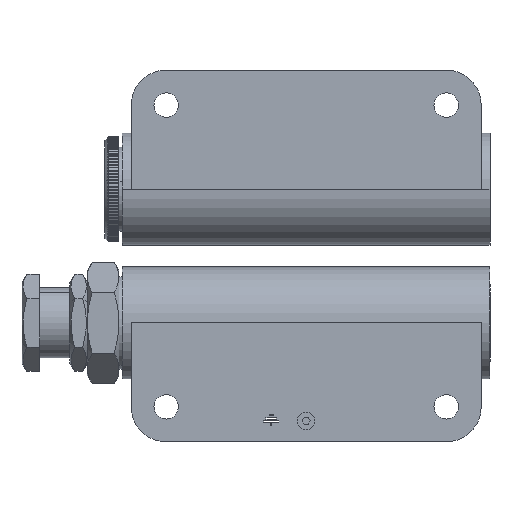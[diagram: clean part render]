
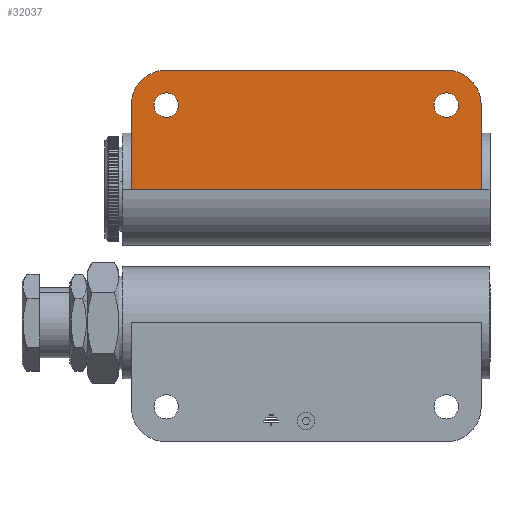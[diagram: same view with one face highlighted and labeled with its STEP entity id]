
A CAD part, top view. The second image highlights one B-rep face of the part: STEP entity #32037.
In plain terms, the highlighted planar face has unit normal (0, 0, 1).
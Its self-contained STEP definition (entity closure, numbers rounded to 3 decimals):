
#105 = ORIENTED_EDGE ( 'NONE', *, *, #8276, .F. ) ;
#717 = ORIENTED_EDGE ( 'NONE', *, *, #7993, .T. ) ;
#1090 = CARTESIAN_POINT ( 'NONE',  ( 102.5, 0., 17.5 ) ) ;
#1098 = EDGE_CURVE ( 'NONE', #2985, #14168, #26022, .T. ) ;
#1113 = LINE ( 'NONE', #18833, #14025 ) ;
#1163 = DIRECTION ( 'NONE',  ( 0., 0., 1. ) ) ;
#1996 = DIRECTION ( 'NONE',  ( 0., 0., 1. ) ) ;
#2156 = ORIENTED_EDGE ( 'NONE', *, *, #24977, .T. ) ;
#2441 = CARTESIAN_POINT ( 'NONE',  ( 2.5, 0., 17.5 ) ) ;
#2463 = CARTESIAN_POINT ( 'NONE',  ( 2.5, 0., 17.5 ) ) ;
#2626 = LINE ( 'NONE', #2463, #24042 ) ;
#2985 = VERTEX_POINT ( 'NONE', #22444 ) ;
#3260 = DIRECTION ( 'NONE',  ( 0., 0., 1. ) ) ;
#3293 = EDGE_CURVE ( 'NONE', #23012, #14572, #25838, .T. ) ;
#3636 = CARTESIAN_POINT ( 'NONE',  ( 12.5, 27.5, 17.5 ) ) ;
#3927 = DIRECTION ( 'NONE',  ( 0., -1., 0. ) ) ;
#5999 = ORIENTED_EDGE ( 'NONE', *, *, #25068, .T. ) ;
#6308 = DIRECTION ( 'NONE',  ( 0., 1., 0. ) ) ;
#6593 = VERTEX_POINT ( 'NONE', #2441 ) ;
#6821 = EDGE_CURVE ( 'NONE', #13821, #23012, #21076, .T. ) ;
#7398 = CARTESIAN_POINT ( 'NONE',  ( 12.5, 24., 17.5 ) ) ;
#7993 = EDGE_CURVE ( 'NONE', #20303, #29438, #20762, .T. ) ;
#8276 = EDGE_CURVE ( 'NONE', #11978, #27140, #11832, .T. ) ;
#8504 = DIRECTION ( 'NONE',  ( 0., -1., 0. ) ) ;
#9179 = CARTESIAN_POINT ( 'NONE',  ( 52.5, 0., 17.5 ) ) ;
#9820 = FACE_BOUND ( 'NONE', #18378, .T. ) ;
#10675 = CARTESIAN_POINT ( 'NONE',  ( 12.5, 24., 17.5 ) ) ;
#11287 = DIRECTION ( 'NONE',  ( 0., 0., 1. ) ) ;
#11795 = CARTESIAN_POINT ( 'NONE',  ( 12.5, 20.5, 17.5 ) ) ;
#11813 = FACE_BOUND ( 'NONE', #16451, .T. ) ;
#11832 = CIRCLE ( 'NONE', #31310, 3.5 ) ;
#11978 = VERTEX_POINT ( 'NONE', #11795 ) ;
#12702 = AXIS2_PLACEMENT_3D ( 'NONE', #23659, #1163, #3927 ) ;
#13546 = DIRECTION ( 'NONE',  ( 0., 0., 1. ) ) ;
#13821 = VERTEX_POINT ( 'NONE', #1090 ) ;
#13940 = AXIS2_PLACEMENT_3D ( 'NONE', #23891, #13546, #6308 ) ;
#14025 = VECTOR ( 'NONE', #20968, 1000. ) ;
#14130 = CIRCLE ( 'NONE', #25127, 3.5 ) ;
#14168 = VERTEX_POINT ( 'NONE', #15802 ) ;
#14307 = DIRECTION ( 'NONE',  ( 0., 0., 1. ) ) ;
#14572 = VERTEX_POINT ( 'NONE', #24035 ) ;
#15079 = EDGE_LOOP ( 'NONE', ( #20168, #20109, #20418, #717, #2156, #5999 ) ) ;
#15105 = DIRECTION ( 'NONE',  ( 0., -1., 0. ) ) ;
#15478 = DIRECTION ( 'NONE',  ( 0., -1., 0. ) ) ;
#15570 = EDGE_CURVE ( 'NONE', #27140, #11978, #14130, .T. ) ;
#15576 = DIRECTION ( 'NONE',  ( 1., 0., 0. ) ) ;
#15802 = CARTESIAN_POINT ( 'NONE',  ( 92.5, 20.5, 17.5 ) ) ;
#16451 = EDGE_LOOP ( 'NONE', ( #20473, #30165 ) ) ;
#16774 = CARTESIAN_POINT ( 'NONE',  ( 12.5, 34., 17.5 ) ) ;
#18161 = AXIS2_PLACEMENT_3D ( 'NONE', #10675, #28313, #15478 ) ;
#18378 = EDGE_LOOP ( 'NONE', ( #20581, #105 ) ) ;
#18391 = CIRCLE ( 'NONE', #27850, 3.5 ) ;
#18550 = CARTESIAN_POINT ( 'NONE',  ( 92.5, 24., 17.5 ) ) ;
#18833 = CARTESIAN_POINT ( 'NONE',  ( 102.5, 34., 17.5 ) ) ;
#19360 = DIRECTION ( 'NONE',  ( 0., 1., 0. ) ) ;
#20109 = ORIENTED_EDGE ( 'NONE', *, *, #3293, .T. ) ;
#20168 = ORIENTED_EDGE ( 'NONE', *, *, #6821, .T. ) ;
#20303 = VERTEX_POINT ( 'NONE', #16774 ) ;
#20418 = ORIENTED_EDGE ( 'NONE', *, *, #24019, .T. ) ;
#20473 = ORIENTED_EDGE ( 'NONE', *, *, #1098, .F. ) ;
#20525 = LINE ( 'NONE', #28245, #22082 ) ;
#20581 = ORIENTED_EDGE ( 'NONE', *, *, #15570, .F. ) ;
#20683 = DIRECTION ( 'NONE',  ( 0., 1., 0. ) ) ;
#20690 = VECTOR ( 'NONE', #19360, 1000. ) ;
#20762 = CIRCLE ( 'NONE', #18161, 10. ) ;
#20968 = DIRECTION ( 'NONE',  ( -1., 0., 0. ) ) ;
#21076 = LINE ( 'NONE', #29719, #20690 ) ;
#22082 = VECTOR ( 'NONE', #15576, 1000. ) ;
#22444 = CARTESIAN_POINT ( 'NONE',  ( 92.5, 27.5, 17.5 ) ) ;
#23012 = VERTEX_POINT ( 'NONE', #26081 ) ;
#23659 = CARTESIAN_POINT ( 'NONE',  ( 92.5, 24., 17.5 ) ) ;
#23891 = CARTESIAN_POINT ( 'NONE',  ( 92.5, 24., 17.5 ) ) ;
#24019 = EDGE_CURVE ( 'NONE', #14572, #20303, #1113, .T. ) ;
#24035 = CARTESIAN_POINT ( 'NONE',  ( 92.5, 34., 17.5 ) ) ;
#24042 = VECTOR ( 'NONE', #15105, 1000. ) ;
#24161 = FACE_OUTER_BOUND ( 'NONE', #15079, .T. ) ;
#24317 = DIRECTION ( 'NONE',  ( 0., -1., 0. ) ) ;
#24977 = EDGE_CURVE ( 'NONE', #29438, #6593, #2626, .T. ) ;
#25032 = EDGE_CURVE ( 'NONE', #14168, #2985, #18391, .T. ) ;
#25044 = CARTESIAN_POINT ( 'NONE',  ( 2.5, 24., 17.5 ) ) ;
#25068 = EDGE_CURVE ( 'NONE', #6593, #13821, #20525, .T. ) ;
#25127 = AXIS2_PLACEMENT_3D ( 'NONE', #28745, #11287, #8504 ) ;
#25838 = CIRCLE ( 'NONE', #12702, 10. ) ;
#26022 = CIRCLE ( 'NONE', #13940, 3.5 ) ;
#26081 = CARTESIAN_POINT ( 'NONE',  ( 102.5, 24., 17.5 ) ) ;
#27140 = VERTEX_POINT ( 'NONE', #3636 ) ;
#27850 = AXIS2_PLACEMENT_3D ( 'NONE', #18550, #3260, #20683 ) ;
#28245 = CARTESIAN_POINT ( 'NONE',  ( 102.5, 0., 17.5 ) ) ;
#28313 = DIRECTION ( 'NONE',  ( 0., 0., 1. ) ) ;
#28745 = CARTESIAN_POINT ( 'NONE',  ( 12.5, 24., 17.5 ) ) ;
#29438 = VERTEX_POINT ( 'NONE', #25044 ) ;
#29719 = CARTESIAN_POINT ( 'NONE',  ( 102.5, 0., 17.5 ) ) ;
#30165 = ORIENTED_EDGE ( 'NONE', *, *, #25032, .F. ) ;
#31230 = AXIS2_PLACEMENT_3D ( 'NONE', #9179, #14307, #24317 ) ;
#31310 = AXIS2_PLACEMENT_3D ( 'NONE', #7398, #1996, #32405 ) ;
#31759 = PLANE ( 'NONE',  #31230 ) ;
#32037 = ADVANCED_FACE ( 'NONE', ( #9820, #24161, #11813 ), #31759, .T. ) ;
#32405 = DIRECTION ( 'NONE',  ( 0., -1., 0. ) ) ;
